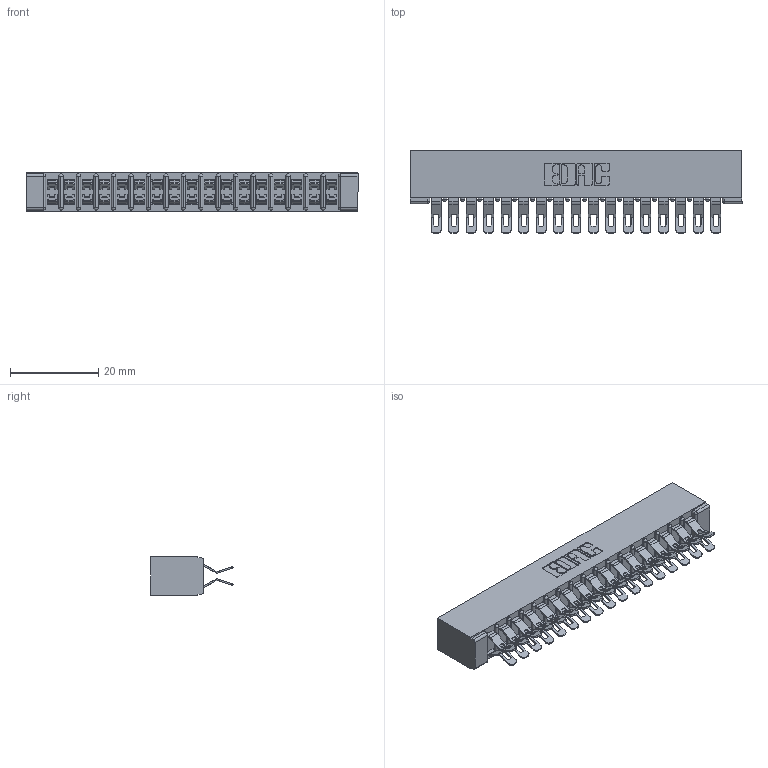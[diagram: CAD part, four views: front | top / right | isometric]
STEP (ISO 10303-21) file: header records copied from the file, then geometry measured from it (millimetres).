
FILE_DESCRIPTION (( 'STEP AP203' ), '1' );
FILE_NAME ('357-034-555-201.STEP', '2018-08-10T03:19:15', ( '' ), ( '' ), 'SwSTEP 2.0', 'SolidWorks 2016', '' );
FILE_SCHEMA (( 'CONFIG_CONTROL_DESIGN' ));
Length unit declared in the file: inch
Products named in the file (3): 307 Part_No Mounting Lugs; 307-290-001_555; 357-034-555-201
Assembly tree (35 placements, depth 2):
  357-034-555-201
    307 Part_No Mounting Lugs
    307-290-001_555  x34
Bounding box: 75.23 x 18.75 x 8.71 mm (x, y, z)
Volume: 5256.1 mm3; surface area: 10053 mm2
Topology: 35 solids, 35 shells, 2202 faces, 6453 edges, 4206 vertices
Faces by surface type: plane 1222, cylinder 944, sphere 36
Entity records: 18459 total; most frequent: CARTESIAN_POINT 3029, ORIENTED_EDGE 3000, DIRECTION 2984, EDGE_CURVE 1500, LINE 1130, VECTOR 1130, VERTEX_POINT 972, AXIS2_PLACEMENT_3D 927
